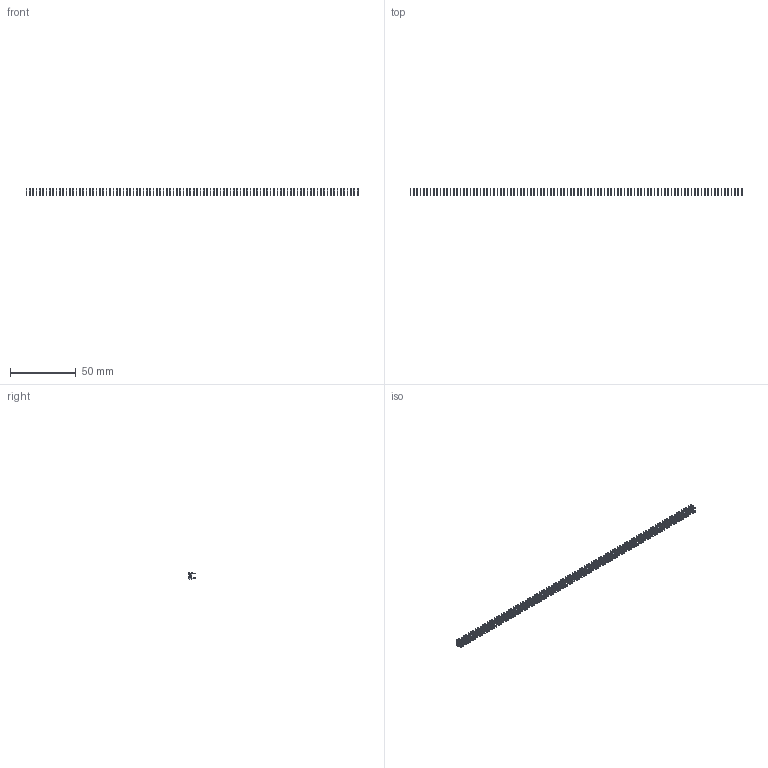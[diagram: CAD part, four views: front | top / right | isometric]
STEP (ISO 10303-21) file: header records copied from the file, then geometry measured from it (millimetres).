
FILE_DESCRIPTION (( 'STEP AP203' ), '1' );
FILE_NAME ('105-100-208-100.STEP', '2020-04-08T01:17:41', ( '' ), ( '' ), 'SwSTEP 2.0', 'SolidWorks 2016', '' );
FILE_SCHEMA (( 'CONFIG_CONTROL_DESIGN' ));
Length unit declared in the file: inch
Products named in the file (2): 105-100-208-100; 100-290-001_100-290-208
Assembly tree (100 placements, depth 2):
  105-100-208-100
    100-290-001_100-290-208  x100
Bounding box: 251.97 x 4.83 x 5.17 mm (x, y, z)
Volume: 688.1 mm3; surface area: 4249.6 mm2
Topology: 100 solids, 100 shells, 2500 faces, 6900 edges, 4600 vertices
Faces by surface type: plane 2200, cylinder 300
Entity records: 4157 total; most frequent: DIRECTION 331, CARTESIAN_POINT 243, DATE_AND_TIME 210, CALENDAR_DATE 210, LOCAL_TIME 210, COORDINATED_UNIVERSAL_TIME_OFFSET 210, ORIENTED_EDGE 138, AXIS2_PLACEMENT_3D 134
